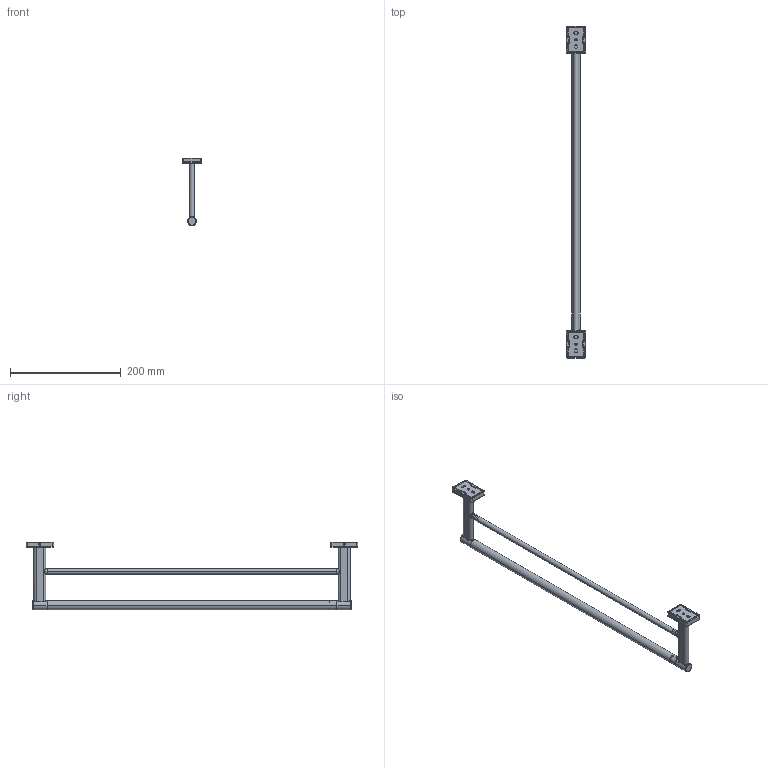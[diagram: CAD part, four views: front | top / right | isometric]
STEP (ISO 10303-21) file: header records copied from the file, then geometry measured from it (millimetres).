
FILE_DESCRIPTION((''),'2;1');
FILE_NAME('NV022-19V_ASM','2021-05-02T',('Administrator'),(''),'PRO/ENGINEER BY PARAMETRIC TECHNOLOGY CORPORATION, 2009440','PRO/ENGINEER BY PARAMETRIC TECHNOLOGY CORPORATION, 2009440','');
FILE_SCHEMA(('CONFIG_CONTROL_DESIGN'));
Length unit declared in the file: millimetre
Products named in the file (10): NV022-00-02; NV022-19-01V; NV022-19-03; NV022-13-02; NV022-00-01; MP5-8; NV022-13-03; MPM5-10; MPA5-8; NV022-19V_ASM
Assembly tree (14 placements, depth 2):
  NV022-19V_ASM
    NV022-00-02  x2
    NV022-19-01V  x2
    NV022-19-03
    NV022-13-02
    NV022-00-01  x2
    MP5-8  x2
    NV022-13-03
    MPM5-10
    MPA5-8  x2
Bounding box: 35 x 600 x 122 mm (x, y, z)
Volume: 106986.3 mm3; surface area: 119420.7 mm2
Topology: 16 solids, 16 shells, 1102 faces, 2871 edges, 1820 vertices
Faces by surface type: plane 378, cylinder 348, bspline 152, extrusion 114, cone 76, torus 22, sphere 12
Entity records: 31248 total; most frequent: CARTESIAN_POINT 16826, ORIENTED_EDGE 3232, DIRECTION 2491, EDGE_CURVE 1616, VERTEX_POINT 1031, AXIS2_PLACEMENT_3D 848, VECTOR 795, LINE 738
